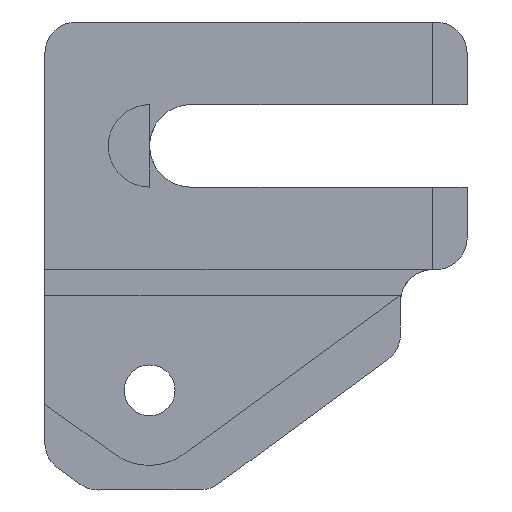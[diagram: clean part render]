
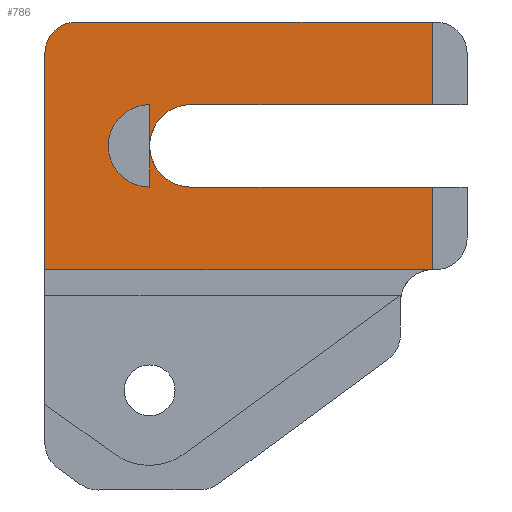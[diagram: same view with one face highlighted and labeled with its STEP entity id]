
A CAD part, front view. The second image highlights one B-rep face of the part: STEP entity #786.
In plain terms, the highlighted planar face has unit normal (0, -1, 0).
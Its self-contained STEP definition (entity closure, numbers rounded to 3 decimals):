
#20 = ORIENTED_EDGE ( 'NONE', *, *, #1016, .T. ) ;
#25 = DIRECTION ( 'NONE',  ( 0., 0., 1. ) ) ;
#50 = DIRECTION ( 'NONE',  ( 0., 0., -1. ) ) ;
#57 = DIRECTION ( 'NONE',  ( 0., -1., 0. ) ) ;
#58 = CARTESIAN_POINT ( 'NONE',  ( 61., 2., -39. ) ) ;
#92 = CIRCLE ( 'NONE', #1101, 6.5 ) ;
#122 = LINE ( 'NONE', #1516, #1507 ) ;
#130 = CARTESIAN_POINT ( 'NONE',  ( 61., 2., -39. ) ) ;
#143 = VERTEX_POINT ( 'NONE', #1546 ) ;
#173 = VERTEX_POINT ( 'NONE', #1301 ) ;
#182 = ORIENTED_EDGE ( 'NONE', *, *, #1550, .T. ) ;
#187 = CARTESIAN_POINT ( 'NONE',  ( 23., 2., -19.5 ) ) ;
#197 = ORIENTED_EDGE ( 'NONE', *, *, #447, .T. ) ;
#223 = ORIENTED_EDGE ( 'NONE', *, *, #783, .T. ) ;
#243 = EDGE_CURVE ( 'NONE', #1340, #443, #92, .T. ) ;
#257 = DIRECTION ( 'NONE',  ( 0., 0., -1. ) ) ;
#277 = ORIENTED_EDGE ( 'NONE', *, *, #1218, .T. ) ;
#282 = DIRECTION ( 'NONE',  ( 0., 0., 1. ) ) ;
#295 = DIRECTION ( 'NONE',  ( 0., 0., 1. ) ) ;
#303 = AXIS2_PLACEMENT_3D ( 'NONE', #1344, #891, #295 ) ;
#322 = VERTEX_POINT ( 'NONE', #1584 ) ;
#329 = CIRCLE ( 'NONE', #303, 6.5 ) ;
#356 = EDGE_CURVE ( 'NONE', #322, #1340, #1363, .T. ) ;
#375 = LINE ( 'NONE', #130, #1295 ) ;
#415 = ORIENTED_EDGE ( 'NONE', *, *, #636, .T. ) ;
#427 = AXIS2_PLACEMENT_3D ( 'NONE', #501, #871, #257 ) ;
#443 = VERTEX_POINT ( 'NONE', #644 ) ;
#447 = EDGE_CURVE ( 'NONE', #1038, #771, #651, .T. ) ;
#467 = ORIENTED_EDGE ( 'NONE', *, *, #1258, .T. ) ;
#498 = FACE_OUTER_BOUND ( 'NONE', #664, .T. ) ;
#501 = CARTESIAN_POINT ( 'NONE',  ( 5., 2., -5. ) ) ;
#506 = PLANE ( 'NONE',  #1084 ) ;
#531 = DIRECTION ( 'NONE',  ( -1., 0., 0. ) ) ;
#540 = CARTESIAN_POINT ( 'NONE',  ( 61., 2., 0. ) ) ;
#543 = DIRECTION ( 'NONE',  ( 1., 0., 0. ) ) ;
#568 = EDGE_CURVE ( 'NONE', #771, #173, #653, .T. ) ;
#591 = CARTESIAN_POINT ( 'NONE',  ( 0., 2., -5. ) ) ;
#611 = ORIENTED_EDGE ( 'NONE', *, *, #356, .F. ) ;
#619 = DIRECTION ( 'NONE',  ( 0., 0., 1. ) ) ;
#636 = EDGE_CURVE ( 'NONE', #322, #1021, #1028, .T. ) ;
#637 = VECTOR ( 'NONE', #1307, 1000. ) ;
#644 = CARTESIAN_POINT ( 'NONE',  ( 16.5, 2., -26. ) ) ;
#651 = LINE ( 'NONE', #1138, #1562 ) ;
#653 = LINE ( 'NONE', #58, #1498 ) ;
#658 = DIRECTION ( 'NONE',  ( 0., 0., -1. ) ) ;
#664 = EDGE_LOOP ( 'NONE', ( #1511, #611, #415, #467, #20, #1338, #182, #197, #853, #223, #277, #1574, #1492 ) ) ;
#685 = DIRECTION ( 'NONE',  ( 0., 1., 0. ) ) ;
#698 = VECTOR ( 'NONE', #531, 1000. ) ;
#707 = CARTESIAN_POINT ( 'NONE',  ( 61., 2., -13. ) ) ;
#754 = DIRECTION ( 'NONE',  ( 0., 0., 1. ) ) ;
#771 = VERTEX_POINT ( 'NONE', #1008 ) ;
#773 = EDGE_CURVE ( 'NONE', #443, #322, #122, .T. ) ;
#783 = EDGE_CURVE ( 'NONE', #173, #844, #375, .T. ) ;
#786 = ADVANCED_FACE ( 'NONE', ( #498 ), #506, .T. ) ;
#792 = VECTOR ( 'NONE', #754, 1000. ) ;
#844 = VERTEX_POINT ( 'NONE', #1047 ) ;
#853 = ORIENTED_EDGE ( 'NONE', *, *, #568, .T. ) ;
#871 = DIRECTION ( 'NONE',  ( 0., -1., 0. ) ) ;
#891 = DIRECTION ( 'NONE',  ( 0., 1., 0. ) ) ;
#899 = LINE ( 'NONE', #998, #698 ) ;
#927 = CARTESIAN_POINT ( 'NONE',  ( 16.5, 2., -13. ) ) ;
#961 = CIRCLE ( 'NONE', #427, 5. ) ;
#987 = CARTESIAN_POINT ( 'NONE',  ( 61., 2., -13. ) ) ;
#992 = CARTESIAN_POINT ( 'NONE',  ( 5., 2., -5. ) ) ;
#998 = CARTESIAN_POINT ( 'NONE',  ( 61., 2., -26. ) ) ;
#1005 = VERTEX_POINT ( 'NONE', #1336 ) ;
#1008 = CARTESIAN_POINT ( 'NONE',  ( 0., 2., -39. ) ) ;
#1016 = EDGE_CURVE ( 'NONE', #143, #1433, #1328, .T. ) ;
#1021 = VERTEX_POINT ( 'NONE', #1193 ) ;
#1026 = VECTOR ( 'NONE', #1520, 1000. ) ;
#1028 = CIRCLE ( 'NONE', #1440, 6.5 ) ;
#1038 = VERTEX_POINT ( 'NONE', #591 ) ;
#1047 = CARTESIAN_POINT ( 'NONE',  ( 61., 2., -26. ) ) ;
#1084 = AXIS2_PLACEMENT_3D ( 'NONE', #992, #57, #50 ) ;
#1101 = AXIS2_PLACEMENT_3D ( 'NONE', #1553, #1428, #1451 ) ;
#1110 = CARTESIAN_POINT ( 'NONE',  ( 23., 2., -26. ) ) ;
#1117 = VERTEX_POINT ( 'NONE', #1110 ) ;
#1120 = LINE ( 'NONE', #987, #1597 ) ;
#1138 = CARTESIAN_POINT ( 'NONE',  ( 0., 2., -39. ) ) ;
#1144 = LINE ( 'NONE', #540, #1026 ) ;
#1157 = EDGE_CURVE ( 'NONE', #1117, #322, #329, .T. ) ;
#1193 = CARTESIAN_POINT ( 'NONE',  ( 23., 2., -13. ) ) ;
#1218 = EDGE_CURVE ( 'NONE', #844, #1117, #899, .T. ) ;
#1258 = EDGE_CURVE ( 'NONE', #1021, #143, #1120, .T. ) ;
#1295 = VECTOR ( 'NONE', #619, 1000. ) ;
#1298 = EDGE_CURVE ( 'NONE', #1433, #1005, #1144, .T. ) ;
#1301 = CARTESIAN_POINT ( 'NONE',  ( 61., 2., -39. ) ) ;
#1307 = DIRECTION ( 'NONE',  ( 0., 0., 1. ) ) ;
#1328 = LINE ( 'NONE', #707, #637 ) ;
#1336 = CARTESIAN_POINT ( 'NONE',  ( 5., 2., 0. ) ) ;
#1338 = ORIENTED_EDGE ( 'NONE', *, *, #1298, .T. ) ;
#1340 = VERTEX_POINT ( 'NONE', #927 ) ;
#1344 = CARTESIAN_POINT ( 'NONE',  ( 23., 2., -19.5 ) ) ;
#1363 = LINE ( 'NONE', #1487, #792 ) ;
#1398 = DIRECTION ( 'NONE',  ( 1., 0., 0. ) ) ;
#1428 = DIRECTION ( 'NONE',  ( 0., -1., 0. ) ) ;
#1433 = VERTEX_POINT ( 'NONE', #1559 ) ;
#1440 = AXIS2_PLACEMENT_3D ( 'NONE', #187, #685, #25 ) ;
#1451 = DIRECTION ( 'NONE',  ( 0., 0., -1. ) ) ;
#1487 = CARTESIAN_POINT ( 'NONE',  ( 16.5, 2., 0. ) ) ;
#1492 = ORIENTED_EDGE ( 'NONE', *, *, #773, .F. ) ;
#1498 = VECTOR ( 'NONE', #543, 1000. ) ;
#1507 = VECTOR ( 'NONE', #282, 1000. ) ;
#1511 = ORIENTED_EDGE ( 'NONE', *, *, #243, .F. ) ;
#1516 = CARTESIAN_POINT ( 'NONE',  ( 16.5, 2., 0. ) ) ;
#1520 = DIRECTION ( 'NONE',  ( -1., 0., 0. ) ) ;
#1546 = CARTESIAN_POINT ( 'NONE',  ( 61., 2., -13. ) ) ;
#1550 = EDGE_CURVE ( 'NONE', #1005, #1038, #961, .T. ) ;
#1553 = CARTESIAN_POINT ( 'NONE',  ( 16.5, 2., -19.5 ) ) ;
#1559 = CARTESIAN_POINT ( 'NONE',  ( 61., 2., 0. ) ) ;
#1562 = VECTOR ( 'NONE', #658, 1000. ) ;
#1574 = ORIENTED_EDGE ( 'NONE', *, *, #1157, .T. ) ;
#1584 = CARTESIAN_POINT ( 'NONE',  ( 16.5, 2., -19.5 ) ) ;
#1597 = VECTOR ( 'NONE', #1398, 1000. ) ;
